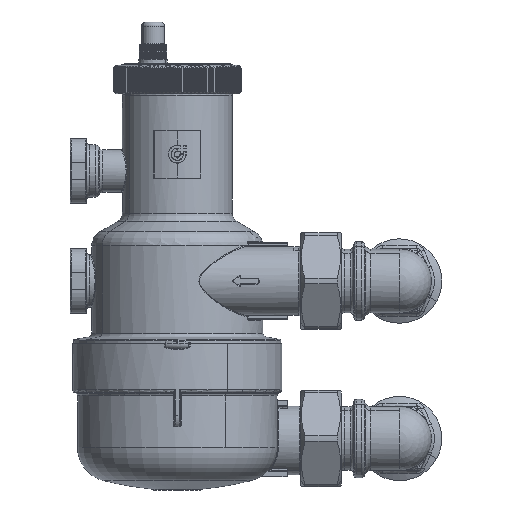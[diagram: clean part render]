
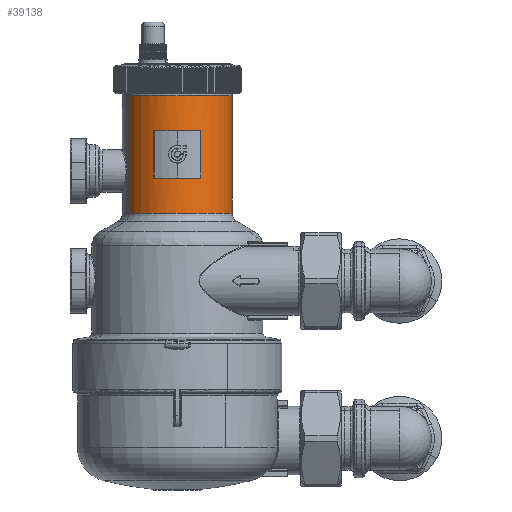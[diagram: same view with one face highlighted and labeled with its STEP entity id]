
A CAD part, left-side view. The second image highlights one B-rep face of the part: STEP entity #39138.
In plain terms, the highlighted cylindrical face has radius 27.15 mm (diameter 54.3 mm), a partial arc.
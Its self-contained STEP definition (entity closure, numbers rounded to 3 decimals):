
#38026=CARTESIAN_POINT('Vertex',(13.016,-23.826,91.7)) ;
#38033=CARTESIAN_POINT('Vertex',(-13.016,23.826,91.7)) ;
#38036=CARTESIAN_POINT('Axis2P3D Location',(0.,0.,91.7)) ;
#38058=CARTESIAN_POINT('Vertex',(-24.571,11.55,50.8)) ;
#38061=CARTESIAN_POINT('Axis2P3D Location',(0.,0.,50.8)) ;
#38065=CARTESIAN_POINT('Vertex',(-24.571,-11.55,50.8)) ;
#38088=CARTESIAN_POINT('Control Point',(-24.485,-11.731,51.)) ;
#38089=CARTESIAN_POINT('Control Point',(-24.485,-11.731,50.922)) ;
#38090=CARTESIAN_POINT('Control Point',(-24.503,-11.693,50.842)) ;
#38091=CARTESIAN_POINT('Control Point',(-24.537,-11.621,50.8)) ;
#38092=CARTESIAN_POINT('Control Point',(-24.571,-11.55,50.8)) ;
#38093=CARTESIAN_POINT('Vertex',(-24.485,-11.731,51.)) ;
#38113=CARTESIAN_POINT('Line Origine',(-24.485,-11.731,62.8)) ;
#38117=CARTESIAN_POINT('Vertex',(-24.485,-11.731,74.6)) ;
#38139=CARTESIAN_POINT('Control Point',(-24.485,-11.731,74.6)) ;
#38140=CARTESIAN_POINT('Control Point',(-24.485,-11.731,74.678)) ;
#38141=CARTESIAN_POINT('Control Point',(-24.503,-11.693,74.758)) ;
#38142=CARTESIAN_POINT('Control Point',(-24.537,-11.621,74.8)) ;
#38143=CARTESIAN_POINT('Control Point',(-24.571,-11.55,74.8)) ;
#38144=CARTESIAN_POINT('Vertex',(-24.571,-11.55,74.8)) ;
#38164=CARTESIAN_POINT('Axis2P3D Location',(0.,0.,74.8)) ;
#38168=CARTESIAN_POINT('Vertex',(-24.571,11.55,74.8)) ;
#38191=CARTESIAN_POINT('Control Point',(-24.485,11.731,74.6)) ;
#38192=CARTESIAN_POINT('Control Point',(-24.485,11.731,74.678)) ;
#38193=CARTESIAN_POINT('Control Point',(-24.503,11.693,74.758)) ;
#38194=CARTESIAN_POINT('Control Point',(-24.537,11.621,74.8)) ;
#38195=CARTESIAN_POINT('Control Point',(-24.571,11.55,74.8)) ;
#38196=CARTESIAN_POINT('Vertex',(-24.485,11.731,74.6)) ;
#38216=CARTESIAN_POINT('Line Origine',(-24.485,11.731,62.8)) ;
#38220=CARTESIAN_POINT('Vertex',(-24.485,11.731,51.)) ;
#38242=CARTESIAN_POINT('Control Point',(-24.485,11.731,51.)) ;
#38243=CARTESIAN_POINT('Control Point',(-24.485,11.731,50.922)) ;
#38244=CARTESIAN_POINT('Control Point',(-24.503,11.693,50.842)) ;
#38245=CARTESIAN_POINT('Control Point',(-24.537,11.621,50.8)) ;
#38246=CARTESIAN_POINT('Control Point',(-24.571,11.55,50.8)) ;
#39098=CARTESIAN_POINT('Axis2P3D Location',(0.,0.,20.3)) ;
#39103=CARTESIAN_POINT('Line Origine',(13.016,-23.826,61.252)) ;
#39107=CARTESIAN_POINT('Vertex',(13.016,-23.826,33.691)) ;
#39110=CARTESIAN_POINT('Line Origine',(-13.016,23.826,61.252)) ;
#39114=CARTESIAN_POINT('Vertex',(-13.016,23.826,33.691)) ;
#39117=CARTESIAN_POINT('Axis2P3D Location',(0.,0.,33.691)) ;
#38115=VECTOR('Line Direction',#38114,1.) ;
#38218=VECTOR('Line Direction',#38217,1.) ;
#39105=VECTOR('Line Direction',#39104,1.) ;
#39112=VECTOR('Line Direction',#39111,1.) ;
#38037=DIRECTION('Axis2P3D Direction',(0.,0.,1.)) ;
#38062=DIRECTION('Axis2P3D Direction',(0.,0.,1.)) ;
#38114=DIRECTION('Vector Direction',(0.,0.,1.)) ;
#38165=DIRECTION('Axis2P3D Direction',(0.,0.,-1.)) ;
#38217=DIRECTION('Vector Direction',(0.,0.,-1.)) ;
#39099=DIRECTION('Axis2P3D Direction',(0.,0.,1.)) ;
#39100=DIRECTION('Axis2P3D XDirection',(0.479,-0.878,0.)) ;
#39104=DIRECTION('Vector Direction',(0.,0.,1.)) ;
#39111=DIRECTION('Vector Direction',(0.,0.,1.)) ;
#39118=DIRECTION('Axis2P3D Direction',(0.,0.,1.)) ;
#38038=AXIS2_PLACEMENT_3D('Circle Axis2P3D',#38036,#38037,$) ;
#38063=AXIS2_PLACEMENT_3D('Circle Axis2P3D',#38061,#38062,$) ;
#38166=AXIS2_PLACEMENT_3D('Circle Axis2P3D',#38164,#38165,$) ;
#39101=AXIS2_PLACEMENT_3D('Cylinder Axis2P3D',#39098,#39099,#39100) ;
#39119=AXIS2_PLACEMENT_3D('Circle Axis2P3D',#39117,#39118,$) ;
#38116=LINE('Line',#38113,#38115) ;
#38219=LINE('Line',#38216,#38218) ;
#39106=LINE('Line',#39103,#39105) ;
#39113=LINE('Line',#39110,#39112) ;
#38039=CIRCLE('generated circle',#38038,27.15) ;
#38064=CIRCLE('generated circle',#38063,27.15) ;
#38167=CIRCLE('generated circle',#38166,27.15) ;
#39120=CIRCLE('generated circle',#39119,27.15) ;
#39102=CYLINDRICAL_SURFACE('generated cylinder',#39101,27.15) ;
#39137=FACE_BOUND('',#39128,.T.) ;
#38040=EDGE_CURVE('',#38034,#38027,#38039,.T.) ;
#38067=EDGE_CURVE('',#38066,#38059,#38064,.F.) ;
#38095=EDGE_CURVE('',#38094,#38066,#38087,.T.) ;
#38119=EDGE_CURVE('',#38094,#38118,#38116,.T.) ;
#38146=EDGE_CURVE('',#38118,#38145,#38138,.T.) ;
#38170=EDGE_CURVE('',#38169,#38145,#38167,.F.) ;
#38198=EDGE_CURVE('',#38197,#38169,#38190,.T.) ;
#38222=EDGE_CURVE('',#38197,#38221,#38219,.T.) ;
#38247=EDGE_CURVE('',#38221,#38059,#38241,.T.) ;
#39109=EDGE_CURVE('',#39108,#38027,#39106,.T.) ;
#39116=EDGE_CURVE('',#39115,#38034,#39113,.T.) ;
#39121=EDGE_CURVE('',#39108,#39115,#39120,.F.) ;
#39123=ORIENTED_EDGE('',*,*,#39109,.T.) ;
#39124=ORIENTED_EDGE('',*,*,#38040,.F.) ;
#39125=ORIENTED_EDGE('',*,*,#39116,.F.) ;
#39126=ORIENTED_EDGE('',*,*,#39121,.F.) ;
#39129=ORIENTED_EDGE('',*,*,#38247,.F.) ;
#39130=ORIENTED_EDGE('',*,*,#38222,.F.) ;
#39131=ORIENTED_EDGE('',*,*,#38198,.T.) ;
#39132=ORIENTED_EDGE('',*,*,#38170,.T.) ;
#39133=ORIENTED_EDGE('',*,*,#38146,.F.) ;
#39134=ORIENTED_EDGE('',*,*,#38119,.F.) ;
#39135=ORIENTED_EDGE('',*,*,#38095,.T.) ;
#39136=ORIENTED_EDGE('',*,*,#38067,.T.) ;
#39122=EDGE_LOOP('',(#39123,#39124,#39125,#39126)) ;
#39128=EDGE_LOOP('',(#39129,#39130,#39131,#39132,#39133,#39134,#39135,#39136)) ;
#38027=VERTEX_POINT('',#38026) ;
#38034=VERTEX_POINT('',#38033) ;
#38059=VERTEX_POINT('',#38058) ;
#38066=VERTEX_POINT('',#38065) ;
#38094=VERTEX_POINT('',#38093) ;
#38118=VERTEX_POINT('',#38117) ;
#38145=VERTEX_POINT('',#38144) ;
#38169=VERTEX_POINT('',#38168) ;
#38197=VERTEX_POINT('',#38196) ;
#38221=VERTEX_POINT('',#38220) ;
#39108=VERTEX_POINT('',#39107) ;
#39115=VERTEX_POINT('',#39114) ;
#39138=ADVANCED_FACE('PartBody',(#39127,#39137),#39102,.T.) ;
#38087=B_SPLINE_CURVE_WITH_KNOTS('',4,(#38088,#38089,#38090,#38091,#38092),.UNSPECIFIED.,.F.,.U.,(5,5),(0.,0.443),.UNSPECIFIED.) ;
#38138=B_SPLINE_CURVE_WITH_KNOTS('',4,(#38139,#38140,#38141,#38142,#38143),.UNSPECIFIED.,.F.,.U.,(5,5),(0.,0.443),.UNSPECIFIED.) ;
#38190=B_SPLINE_CURVE_WITH_KNOTS('',4,(#38191,#38192,#38193,#38194,#38195),.UNSPECIFIED.,.F.,.U.,(5,5),(0.,0.443),.UNSPECIFIED.) ;
#38241=B_SPLINE_CURVE_WITH_KNOTS('',4,(#38242,#38243,#38244,#38245,#38246),.UNSPECIFIED.,.F.,.U.,(5,5),(0.,0.443),.UNSPECIFIED.) ;
#39127=FACE_OUTER_BOUND('',#39122,.T.) ;
